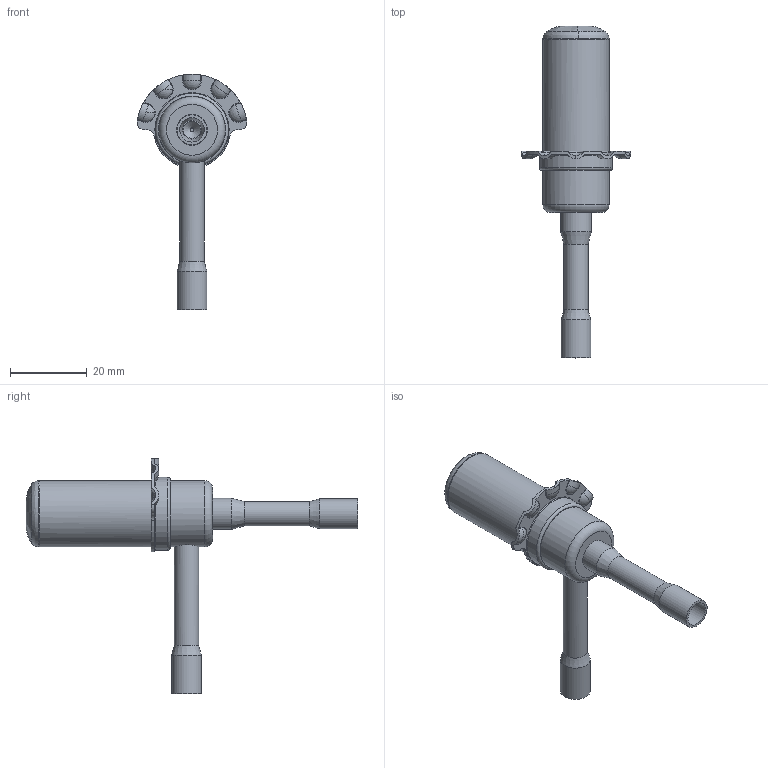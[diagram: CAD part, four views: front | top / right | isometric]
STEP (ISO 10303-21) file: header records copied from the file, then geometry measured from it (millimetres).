
FILE_DESCRIPTION(('TFLEX Exchange Step'),'2;1');
FILE_NAME('DPF1.0C_2.4C ETS.stp', '2023-02-07T15:57:30+03:00',('EXT0102'),('Unknown organisation'),'TFLEX Exchange 2022.1','T-FLEX CAD','Unknown authorisation');
FILE_SCHEMA( ('AUTOMOTIVE_DESIGN { 1 0 10303 214 1 1 1 1 }') );
Length unit declared in the file: millimetre
Products named in the file (1): Nodes
Bounding box: 28.68 x 86.71 x 61.5 mm (x, y, z)
Volume: 3672.6 mm3; surface area: 9710.6 mm2
Topology: 2 solids, 2 shells, 125 faces, 353 edges, 224 vertices
Faces by surface type: cylinder 59, torus 16, plane 14, sphere 14, bspline 13, cone 9
Full cylindrical faces by diameter (mm): 1 x1, 4.5 x1, 4.95 x2, 6.35 x3, 6.4 x2, 6.7 x1, 7.8 x2, 8 x1, 8.1 x1, 14.1 x1, 16.5 x1, 17.3 x1, 17.4 x1, 17.5 x1, 19 x1
Entity records: 6061 total; most frequent: CARTESIAN_POINT 2971, ORIENTED_EDGE 666, DIRECTION 644, EDGE_CURVE 333, AXIS2_PLACEMENT_3D 283, VERTEX_POINT 218, CIRCLE 170, EDGE_LOOP 135
